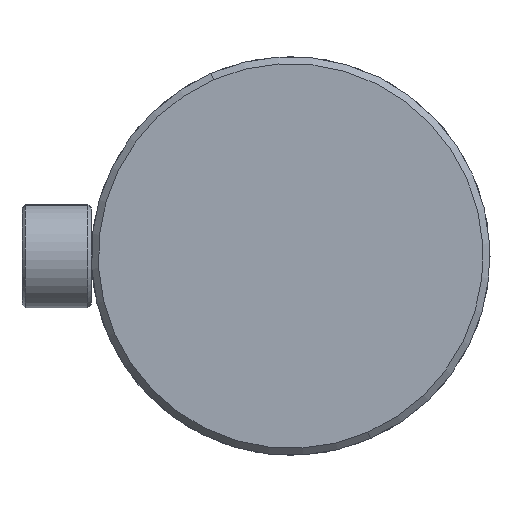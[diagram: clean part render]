
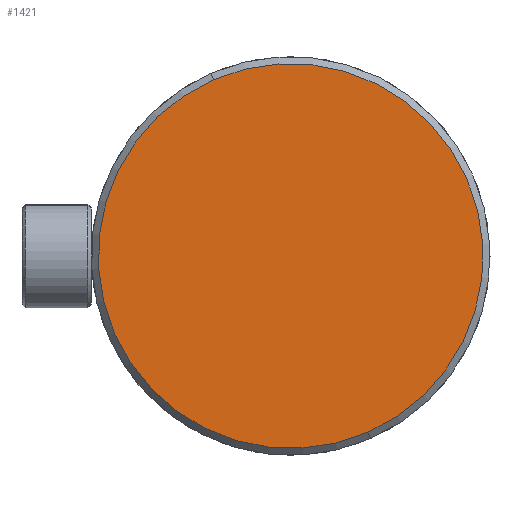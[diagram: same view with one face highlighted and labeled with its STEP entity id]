
A CAD part, left-side view. The second image highlights one B-rep face of the part: STEP entity #1421.
In plain terms, the highlighted planar face has unit normal (-1, 0, 0).
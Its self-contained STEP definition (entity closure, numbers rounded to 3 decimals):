
#352 = EDGE_CURVE ( 'NONE', #1866, #1073, #2321, .T. ) ;
#473 = CARTESIAN_POINT ( 'NONE',  ( -25., 0., 0. ) ) ;
#692 = DIRECTION ( 'NONE',  ( 0., 0., 1. ) ) ;
#720 = DIRECTION ( 'NONE',  ( 0., 0., 1. ) ) ;
#729 = PLANE ( 'NONE',  #2844 ) ;
#872 = CIRCLE ( 'NONE', #1975, 55.5 ) ;
#1067 = CARTESIAN_POINT ( 'NONE',  ( -25., 0., 0. ) ) ;
#1073 = VERTEX_POINT ( 'NONE', #2668 ) ;
#1152 = CARTESIAN_POINT ( 'NONE',  ( -25., 0., 0. ) ) ;
#1367 = FACE_OUTER_BOUND ( 'NONE', #2972, .T. ) ;
#1421 = ADVANCED_FACE ( 'NONE', ( #1367 ), #729, .T. ) ;
#1638 = CARTESIAN_POINT ( 'NONE',  ( -25., 0., 55.5 ) ) ;
#1751 = DIRECTION ( 'NONE',  ( -1., 0., 0. ) ) ;
#1794 = DIRECTION ( 'NONE',  ( -1., 0., 0. ) ) ;
#1866 = VERTEX_POINT ( 'NONE', #1638 ) ;
#1975 = AXIS2_PLACEMENT_3D ( 'NONE', #1152, #1794, #720 ) ;
#2050 = DIRECTION ( 'NONE',  ( -1., 0., 0. ) ) ;
#2276 = ORIENTED_EDGE ( 'NONE', *, *, #2500, .T. ) ;
#2321 = CIRCLE ( 'NONE', #2448, 55.5 ) ;
#2356 = DIRECTION ( 'NONE',  ( 0., 0., 1. ) ) ;
#2384 = ORIENTED_EDGE ( 'NONE', *, *, #352, .T. ) ;
#2448 = AXIS2_PLACEMENT_3D ( 'NONE', #1067, #2050, #692 ) ;
#2500 = EDGE_CURVE ( 'NONE', #1073, #1866, #872, .T. ) ;
#2668 = CARTESIAN_POINT ( 'NONE',  ( -25., 0., -55.5 ) ) ;
#2844 = AXIS2_PLACEMENT_3D ( 'NONE', #473, #1751, #2356 ) ;
#2972 = EDGE_LOOP ( 'NONE', ( #2276, #2384 ) ) ;
